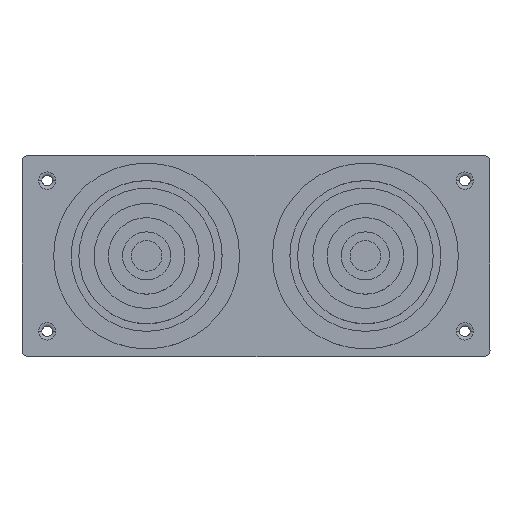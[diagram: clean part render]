
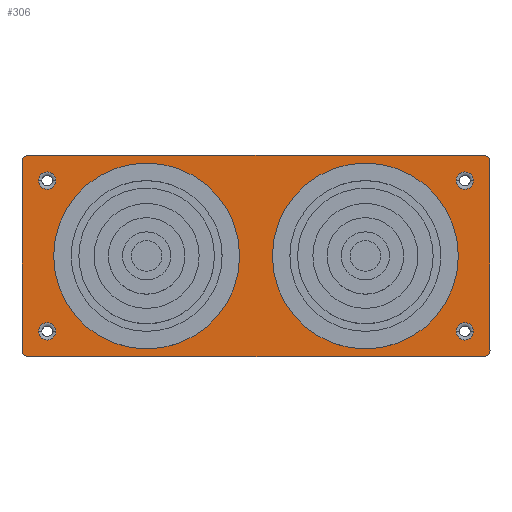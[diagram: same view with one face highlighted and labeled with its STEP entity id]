
A CAD part, top view. The second image highlights one B-rep face of the part: STEP entity #306.
In plain terms, the highlighted planar face has unit normal (0, 0, 1).
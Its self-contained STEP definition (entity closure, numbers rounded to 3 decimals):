
#306=ADVANCED_FACE('',(#649,#650,#651,#652,#653,#654,#655),#656,.F.);
#649=FACE_OUTER_BOUND('',#1080,.T.);
#650=FACE_BOUND('',#1081,.T.);
#651=FACE_BOUND('',#1082,.T.);
#652=FACE_BOUND('',#1083,.T.);
#653=FACE_BOUND('',#1084,.T.);
#654=FACE_BOUND('',#1085,.T.);
#655=FACE_BOUND('',#1086,.T.);
#656=PLANE('',#1087);
#1080=EDGE_LOOP('',(#1699,#1700,#1701,#1702,#1703,#1704,#1705,#1706));
#1081=EDGE_LOOP('',(#1707,#1708,#1709));
#1082=EDGE_LOOP('',(#1710,#1711,#1712));
#1083=EDGE_LOOP('',(#1713,#1714,#1715));
#1084=EDGE_LOOP('',(#1716,#1717,#1718));
#1085=EDGE_LOOP('',(#1719,#1720));
#1086=EDGE_LOOP('',(#1721,#1722));
#1087=AXIS2_PLACEMENT_3D('',#1723,#1724,#1725);
#1699=ORIENTED_EDGE('',*,*,#2557,.F.);
#1700=ORIENTED_EDGE('',*,*,#2562,.F.);
#1701=ORIENTED_EDGE('',*,*,#2566,.F.);
#1702=ORIENTED_EDGE('',*,*,#2570,.F.);
#1703=ORIENTED_EDGE('',*,*,#2574,.F.);
#1704=ORIENTED_EDGE('',*,*,#2578,.F.);
#1705=ORIENTED_EDGE('',*,*,#2582,.F.);
#1706=ORIENTED_EDGE('',*,*,#2585,.F.);
#1707=ORIENTED_EDGE('',*,*,#2510,.T.);
#1708=ORIENTED_EDGE('',*,*,#2506,.T.);
#1709=ORIENTED_EDGE('',*,*,#2511,.T.);
#1710=ORIENTED_EDGE('',*,*,#2514,.T.);
#1711=ORIENTED_EDGE('',*,*,#2502,.T.);
#1712=ORIENTED_EDGE('',*,*,#2515,.T.);
#1713=ORIENTED_EDGE('',*,*,#2518,.T.);
#1714=ORIENTED_EDGE('',*,*,#2498,.T.);
#1715=ORIENTED_EDGE('',*,*,#2519,.T.);
#1716=ORIENTED_EDGE('',*,*,#2522,.T.);
#1717=ORIENTED_EDGE('',*,*,#2494,.T.);
#1718=ORIENTED_EDGE('',*,*,#2523,.T.);
#1719=ORIENTED_EDGE('',*,*,#2451,.T.);
#1720=ORIENTED_EDGE('',*,*,#2549,.T.);
#1721=ORIENTED_EDGE('',*,*,#2446,.T.);
#1722=ORIENTED_EDGE('',*,*,#2552,.T.);
#1723=CARTESIAN_POINT('',(107.0,46.0,16.5));
#1724=DIRECTION('',(0.0,0.0,-1.0));
#1725=DIRECTION('',(0.0,-1.0,0.0));
#2446=EDGE_CURVE('',#2853,#2857,#2859,.T.);
#2451=EDGE_CURVE('',#2862,#2866,#2868,.T.);
#2494=EDGE_CURVE('',#2944,#2942,#2945,.T.);
#2498=EDGE_CURVE('',#2950,#2948,#2951,.T.);
#2502=EDGE_CURVE('',#2956,#2954,#2957,.T.);
#2506=EDGE_CURVE('',#2962,#2960,#2963,.T.);
#2510=EDGE_CURVE('',#2967,#2962,#2968,.T.);
#2511=EDGE_CURVE('',#2960,#2967,#2969,.T.);
#2514=EDGE_CURVE('',#2972,#2956,#2973,.T.);
#2515=EDGE_CURVE('',#2954,#2972,#2974,.T.);
#2518=EDGE_CURVE('',#2977,#2950,#2978,.T.);
#2519=EDGE_CURVE('',#2948,#2977,#2979,.T.);
#2522=EDGE_CURVE('',#2982,#2944,#2983,.T.);
#2523=EDGE_CURVE('',#2942,#2982,#2984,.T.);
#2549=EDGE_CURVE('',#2866,#2862,#3010,.T.);
#2552=EDGE_CURVE('',#2857,#2853,#3013,.T.);
#2557=EDGE_CURVE('',#3019,#3021,#3022,.T.);
#2562=EDGE_CURVE('',#3027,#3019,#3029,.T.);
#2566=EDGE_CURVE('',#3033,#3027,#3035,.T.);
#2570=EDGE_CURVE('',#3039,#3033,#3041,.T.);
#2574=EDGE_CURVE('',#3045,#3039,#3047,.T.);
#2578=EDGE_CURVE('',#3051,#3045,#3053,.T.);
#2582=EDGE_CURVE('',#3057,#3051,#3059,.T.);
#2585=EDGE_CURVE('',#3021,#3057,#3062,.T.);
#2853=VERTEX_POINT('',#3446);
#2857=VERTEX_POINT('',#3451);
#2859=CIRCLE('',#3454,36.5);
#2862=VERTEX_POINT('',#3457);
#2866=VERTEX_POINT('',#3462);
#2868=CIRCLE('',#3465,36.5);
#2942=VERTEX_POINT('',#3555);
#2944=VERTEX_POINT('',#3557);
#2945=CIRCLE('',#3558,3.95);
#2948=VERTEX_POINT('',#3561);
#2950=VERTEX_POINT('',#3563);
#2951=CIRCLE('',#3564,3.95);
#2954=VERTEX_POINT('',#3567);
#2956=VERTEX_POINT('',#3569);
#2957=CIRCLE('',#3570,3.95);
#2960=VERTEX_POINT('',#3573);
#2962=VERTEX_POINT('',#3575);
#2963=CIRCLE('',#3576,3.95);
#2967=VERTEX_POINT('',#3580);
#2968=CIRCLE('',#3581,3.95);
#2969=CIRCLE('',#3582,3.95);
#2972=VERTEX_POINT('',#3585);
#2973=CIRCLE('',#3586,3.95);
#2974=CIRCLE('',#3587,3.95);
#2977=VERTEX_POINT('',#3590);
#2978=CIRCLE('',#3591,3.95);
#2979=CIRCLE('',#3592,3.95);
#2982=VERTEX_POINT('',#3595);
#2983=CIRCLE('',#3596,3.95);
#2984=CIRCLE('',#3597,3.95);
#3010=CIRCLE('',#3623,36.5);
#3013=CIRCLE('',#3626,36.5);
#3019=VERTEX_POINT('',#3633);
#3021=VERTEX_POINT('',#3636);
#3022=LINE('',#3637,#3638);
#3027=VERTEX_POINT('',#3644);
#3029=CIRCLE('',#3647,3.);
#3033=VERTEX_POINT('',#3652);
#3035=LINE('',#3655,#3656);
#3039=VERTEX_POINT('',#3660);
#3041=CIRCLE('',#3663,3.);
#3045=VERTEX_POINT('',#3668);
#3047=LINE('',#3671,#3672);
#3051=VERTEX_POINT('',#3676);
#3053=CIRCLE('',#3679,3.);
#3057=VERTEX_POINT('',#3684);
#3059=LINE('',#3687,#3688);
#3062=CIRCLE('',#3691,3.);
#3446=CARTESIAN_POINT('',(20.5,46.0,16.5));
#3451=CARTESIAN_POINT('',(93.5,46.0,16.5));
#3454=AXIS2_PLACEMENT_3D('',#4130,#4131,#4132);
#3457=CARTESIAN_POINT('',(120.5,46.0,16.5));
#3462=CARTESIAN_POINT('',(193.5,46.0,16.5));
#3465=AXIS2_PLACEMENT_3D('',#4138,#4139,#4140);
#3555=CARTESIAN_POINT('',(206.45,11.5,16.5));
#3557=CARTESIAN_POINT('',(198.55,11.5,16.5));
#3558=AXIS2_PLACEMENT_3D('',#4208,#4209,#4210);
#3561=CARTESIAN_POINT('',(15.45,11.5,16.5));
#3563=CARTESIAN_POINT('',(7.55,11.5,16.5));
#3564=AXIS2_PLACEMENT_3D('',#4217,#4218,#4219);
#3567=CARTESIAN_POINT('',(206.45,80.5,16.5));
#3569=CARTESIAN_POINT('',(198.55,80.5,16.5));
#3570=AXIS2_PLACEMENT_3D('',#4226,#4227,#4228);
#3573=CARTESIAN_POINT('',(15.45,80.5,16.5));
#3575=CARTESIAN_POINT('',(7.55,80.5,16.5));
#3576=AXIS2_PLACEMENT_3D('',#4235,#4236,#4237);
#3580=CARTESIAN_POINT('',(11.5,76.55,16.5));
#3581=AXIS2_PLACEMENT_3D('',#4244,#4245,#4246);
#3582=AXIS2_PLACEMENT_3D('',#4247,#4248,#4249);
#3585=CARTESIAN_POINT('',(202.5,76.55,16.5));
#3586=AXIS2_PLACEMENT_3D('',#4253,#4254,#4255);
#3587=AXIS2_PLACEMENT_3D('',#4256,#4257,#4258);
#3590=CARTESIAN_POINT('',(11.5,7.55,16.5));
#3591=AXIS2_PLACEMENT_3D('',#4262,#4263,#4264);
#3592=AXIS2_PLACEMENT_3D('',#4265,#4266,#4267);
#3595=CARTESIAN_POINT('',(202.5,7.55,16.5));
#3596=AXIS2_PLACEMENT_3D('',#4271,#4272,#4273);
#3597=AXIS2_PLACEMENT_3D('',#4274,#4275,#4276);
#3623=AXIS2_PLACEMENT_3D('',#4313,#4314,#4315);
#3626=AXIS2_PLACEMENT_3D('',#4319,#4320,#4321);
#3633=CARTESIAN_POINT('',(0.,3.,16.5));
#3636=CARTESIAN_POINT('',(0.0,89.0,16.5));
#3637=CARTESIAN_POINT('',(0.0,46.0,16.5));
#3638=VECTOR('',#4327,1.0);
#3644=CARTESIAN_POINT('',(3.0,0.0,16.5));
#3647=AXIS2_PLACEMENT_3D('',#4333,#4334,#4335);
#3652=CARTESIAN_POINT('',(211.,0.,16.5));
#3655=CARTESIAN_POINT('',(211.0,0.0,16.5));
#3656=VECTOR('',#4338,1.0);
#3660=CARTESIAN_POINT('',(214.0,3.0,16.5));
#3663=AXIS2_PLACEMENT_3D('',#4343,#4344,#4345);
#3668=CARTESIAN_POINT('',(214.,89.,16.5));
#3671=CARTESIAN_POINT('',(214.0,89.0,16.5));
#3672=VECTOR('',#4348,1.0);
#3676=CARTESIAN_POINT('',(211.0,92.0,16.5));
#3679=AXIS2_PLACEMENT_3D('',#4353,#4354,#4355);
#3684=CARTESIAN_POINT('',(3.,92.,16.5));
#3687=CARTESIAN_POINT('',(3.0,92.0,16.5));
#3688=VECTOR('',#4358,1.0);
#3691=AXIS2_PLACEMENT_3D('',#4362,#4363,#4364);
#4130=CARTESIAN_POINT('',(57.0,46.0,16.5));
#4131=DIRECTION('',(0.0,0.0,-1.0));
#4132=DIRECTION('',(-1.0,0.0,0.0));
#4138=CARTESIAN_POINT('',(157.0,46.0,16.5));
#4139=DIRECTION('',(0.0,0.0,-1.0));
#4140=DIRECTION('',(-1.0,0.0,0.0));
#4208=CARTESIAN_POINT('',(202.5,11.5,16.5));
#4209=DIRECTION('',(0.0,0.0,-1.0));
#4210=DIRECTION('',(0.0,-1.0,0.0));
#4217=CARTESIAN_POINT('',(11.5,11.5,16.5));
#4218=DIRECTION('',(0.0,0.0,-1.0));
#4219=DIRECTION('',(0.0,-1.0,0.0));
#4226=CARTESIAN_POINT('',(202.5,80.5,16.5));
#4227=DIRECTION('',(0.0,0.0,-1.0));
#4228=DIRECTION('',(0.0,-1.0,0.0));
#4235=CARTESIAN_POINT('',(11.5,80.5,16.5));
#4236=DIRECTION('',(0.0,0.0,-1.0));
#4237=DIRECTION('',(0.0,-1.0,0.0));
#4244=CARTESIAN_POINT('',(11.5,80.5,16.5));
#4245=DIRECTION('',(0.0,0.0,-1.0));
#4246=DIRECTION('',(0.0,-1.0,0.0));
#4247=CARTESIAN_POINT('',(11.5,80.5,16.5));
#4248=DIRECTION('',(0.0,0.0,-1.0));
#4249=DIRECTION('',(0.0,-1.0,0.0));
#4253=CARTESIAN_POINT('',(202.5,80.5,16.5));
#4254=DIRECTION('',(0.0,0.0,-1.0));
#4255=DIRECTION('',(0.0,-1.0,0.0));
#4256=CARTESIAN_POINT('',(202.5,80.5,16.5));
#4257=DIRECTION('',(0.0,0.0,-1.0));
#4258=DIRECTION('',(0.0,-1.0,0.0));
#4262=CARTESIAN_POINT('',(11.5,11.5,16.5));
#4263=DIRECTION('',(0.0,0.0,-1.0));
#4264=DIRECTION('',(0.0,-1.0,0.0));
#4265=CARTESIAN_POINT('',(11.5,11.5,16.5));
#4266=DIRECTION('',(0.0,0.0,-1.0));
#4267=DIRECTION('',(0.0,-1.0,0.0));
#4271=CARTESIAN_POINT('',(202.5,11.5,16.5));
#4272=DIRECTION('',(0.0,0.0,-1.0));
#4273=DIRECTION('',(0.0,-1.0,0.0));
#4274=CARTESIAN_POINT('',(202.5,11.5,16.5));
#4275=DIRECTION('',(0.0,0.0,-1.0));
#4276=DIRECTION('',(0.0,-1.0,0.0));
#4313=CARTESIAN_POINT('',(157.0,46.0,16.5));
#4314=DIRECTION('',(0.0,0.0,-1.0));
#4315=DIRECTION('',(-1.0,0.0,0.0));
#4319=CARTESIAN_POINT('',(57.0,46.0,16.5));
#4320=DIRECTION('',(0.0,0.0,-1.0));
#4321=DIRECTION('',(-1.0,0.0,0.0));
#4327=DIRECTION('',(0.0,1.0,0.0));
#4333=CARTESIAN_POINT('',(3.,3.,16.5));
#4334=DIRECTION('',(-0.0,0.0,-1.0));
#4335=DIRECTION('',(0.,-1.0,0.0));
#4338=DIRECTION('',(-1.0,0.0,0.0));
#4343=CARTESIAN_POINT('',(211.,3.,16.5));
#4344=DIRECTION('',(0.0,0.0,-1.0));
#4345=DIRECTION('',(1.0,0.,0.0));
#4348=DIRECTION('',(0.0,-1.0,0.0));
#4353=CARTESIAN_POINT('',(211.,89.,16.5));
#4354=DIRECTION('',(0.0,0.0,-1.0));
#4355=DIRECTION('',(0.,1.0,0.0));
#4358=DIRECTION('',(1.0,0.0,0.0));
#4362=CARTESIAN_POINT('',(3.,89.,16.5));
#4363=DIRECTION('',(0.0,0.0,-1.0));
#4364=DIRECTION('',(-1.0,0.,0.0));
